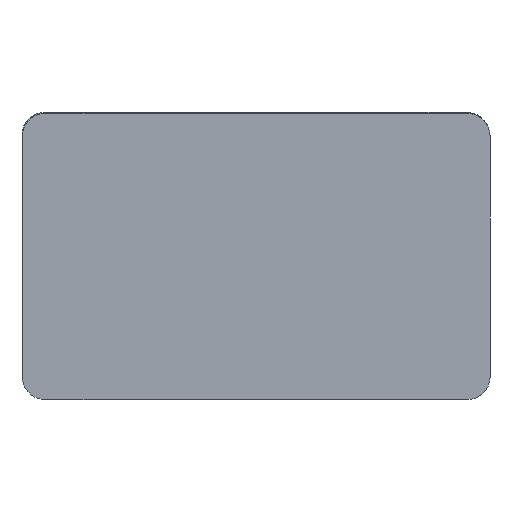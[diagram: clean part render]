
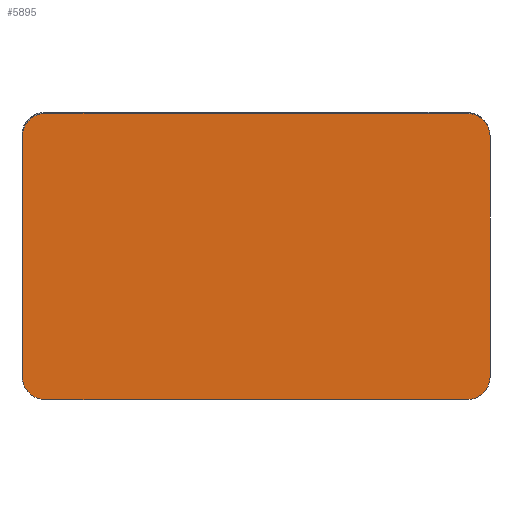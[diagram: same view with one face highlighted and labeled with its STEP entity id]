
A CAD part, front view. The second image highlights one B-rep face of the part: STEP entity #5895.
In plain terms, the highlighted planar face has unit normal (0, -1, 0).
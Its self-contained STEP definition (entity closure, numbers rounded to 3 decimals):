
#143=CIRCLE('',#6147,5.);
#144=CIRCLE('',#6150,5.);
#145=CIRCLE('',#6152,5.);
#146=CIRCLE('',#6155,5.);
#888=FACE_OUTER_BOUND('',#1239,.T.);
#1239=EDGE_LOOP('',(#5435,#5436,#5437,#5438,#5439,#5440,#5441,#5442));
#1726=LINE('',#11075,#2249);
#1741=LINE('',#11122,#2264);
#1744=LINE('',#11132,#2267);
#1762=LINE('',#11181,#2285);
#2249=VECTOR('',#7119,10.);
#2264=VECTOR('',#7158,10.);
#2267=VECTOR('',#7171,10.);
#2285=VECTOR('',#7231,10.);
#2826=VERTEX_POINT('',#11072);
#2827=VERTEX_POINT('',#11074);
#2845=VERTEX_POINT('',#11115);
#2846=VERTEX_POINT('',#11117);
#2847=VERTEX_POINT('',#11121);
#2848=VERTEX_POINT('',#11127);
#2849=VERTEX_POINT('',#11131);
#2850=VERTEX_POINT('',#11135);
#3668=EDGE_CURVE('',#2827,#2826,#1726,.T.);
#3690=EDGE_CURVE('',#2845,#2846,#143,.T.);
#3692=EDGE_CURVE('',#2847,#2846,#1741,.T.);
#3694=EDGE_CURVE('',#2847,#2826,#144,.T.);
#3695=EDGE_CURVE('',#2827,#2848,#145,.T.);
#3697=EDGE_CURVE('',#2849,#2848,#1744,.T.);
#3699=EDGE_CURVE('',#2849,#2850,#146,.T.);
#3720=EDGE_CURVE('',#2845,#2850,#1762,.T.);
#5435=ORIENTED_EDGE('',*,*,#3690,.F.);
#5436=ORIENTED_EDGE('',*,*,#3720,.T.);
#5437=ORIENTED_EDGE('',*,*,#3699,.F.);
#5438=ORIENTED_EDGE('',*,*,#3697,.T.);
#5439=ORIENTED_EDGE('',*,*,#3695,.F.);
#5440=ORIENTED_EDGE('',*,*,#3668,.T.);
#5441=ORIENTED_EDGE('',*,*,#3694,.F.);
#5442=ORIENTED_EDGE('',*,*,#3692,.T.);
#5584=PLANE('',#6176);
#5895=ADVANCED_FACE('',(#888),#5584,.F.);
#6147=AXIS2_PLACEMENT_3D('',#11118,#7153,#7154);
#6150=AXIS2_PLACEMENT_3D('',#11125,#7162,#7163);
#6152=AXIS2_PLACEMENT_3D('',#11128,#7166,#7167);
#6155=AXIS2_PLACEMENT_3D('',#11136,#7175,#7176);
#6176=AXIS2_PLACEMENT_3D('',#11183,#7234,#7235);
#7119=DIRECTION('',(1.,0.,0.));
#7153=DIRECTION('center_axis',(0.,1.,0.));
#7154=DIRECTION('ref_axis',(0.707,0.,0.707));
#7158=DIRECTION('',(0.,0.,1.));
#7162=DIRECTION('center_axis',(0.,1.,0.));
#7163=DIRECTION('ref_axis',(0.707,0.,-0.707));
#7166=DIRECTION('center_axis',(0.,1.,0.));
#7167=DIRECTION('ref_axis',(-0.707,0.,-0.707));
#7171=DIRECTION('',(0.,0.,-1.));
#7175=DIRECTION('center_axis',(0.,1.,0.));
#7176=DIRECTION('ref_axis',(-0.707,0.,0.707));
#7231=DIRECTION('',(-1.,0.,0.));
#7234=DIRECTION('center_axis',(0.,1.,0.));
#7235=DIRECTION('ref_axis',(1.,0.,0.));
#11072=CARTESIAN_POINT('',(61.104,0.,-35.666));
#11074=CARTESIAN_POINT('',(-33.24,0.,-35.666));
#11075=CARTESIAN_POINT('',(-38.24,0.,-35.666));
#11115=CARTESIAN_POINT('',(61.104,0.,28.196));
#11117=CARTESIAN_POINT('',(66.104,0.,23.196));
#11118=CARTESIAN_POINT('Origin',(61.104,0.,23.196));
#11121=CARTESIAN_POINT('',(66.104,0.,-30.666));
#11122=CARTESIAN_POINT('',(66.104,0.,-35.666));
#11125=CARTESIAN_POINT('Origin',(61.104,0.,-30.666));
#11127=CARTESIAN_POINT('',(-38.24,0.,-30.666));
#11128=CARTESIAN_POINT('Origin',(-33.24,0.,-30.666));
#11131=CARTESIAN_POINT('',(-38.24,0.,23.196));
#11132=CARTESIAN_POINT('',(-38.24,0.,28.196));
#11135=CARTESIAN_POINT('',(-33.24,0.,28.196));
#11136=CARTESIAN_POINT('Origin',(-33.24,0.,23.196));
#11181=CARTESIAN_POINT('',(66.104,0.,28.196));
#11183=CARTESIAN_POINT('Origin',(13.432,0.,-4.235));
